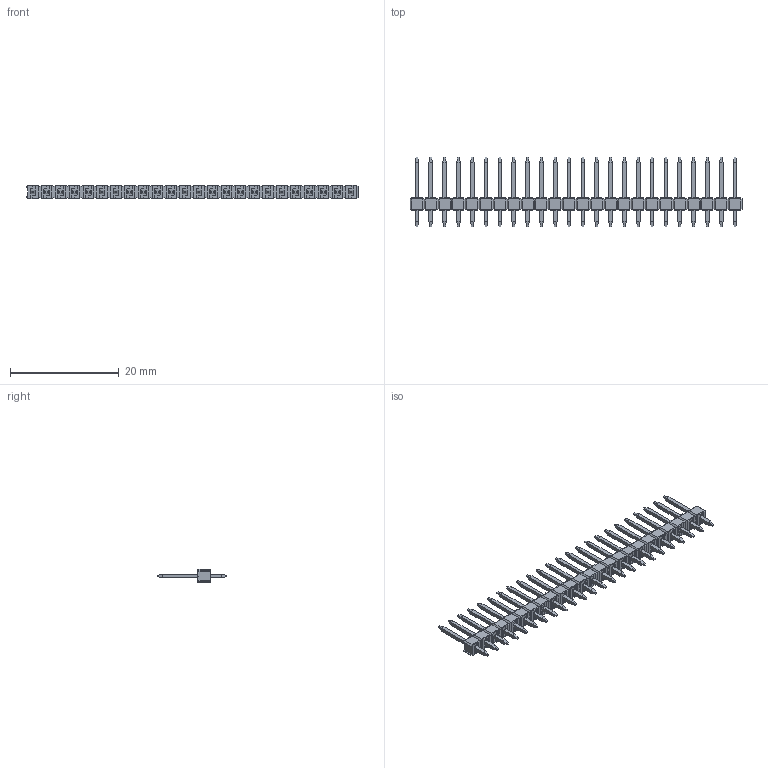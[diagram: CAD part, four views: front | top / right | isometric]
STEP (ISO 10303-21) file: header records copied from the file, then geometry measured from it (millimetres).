
FILE_DESCRIPTION((''),'2;1');
FILE_NAME('022284245','2015-04-13T',('me'),(''),'PRO/ENGINEER BY PARAMETRIC TECHNOLOGY CORPORATION, 2011490','PRO/ENGINEER BY PARAMETRIC TECHNOLOGY CORPORATION, 2011490','');
FILE_SCHEMA(('CONFIG_CONTROL_DESIGN'));
Length unit declared in the file: inch
Products named in the file (1): 022284245
Bounding box: 60.96 x 12.83 x 2.49 mm (x, y, z)
Volume: 406.3 mm3; surface area: 1319.6 mm2
Topology: 1 solids, 1 shells, 1260 faces, 3206 edges, 2088 vertices
Faces by surface type: plane 1164, cylinder 96
Entity records: 37155 total; most frequent: CARTESIAN_POINT 6507, ORIENTED_EDGE 6316, DIRECTION 5968, EDGE_CURVE 3158, VECTOR 2966, LINE 2966, VERTEX_POINT 2040, AXIS2_PLACEMENT_3D 1501
